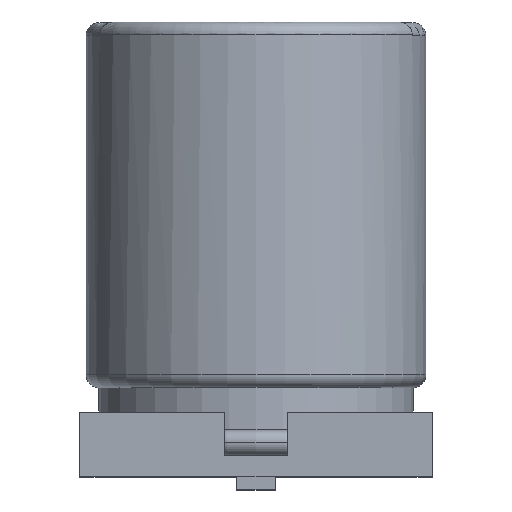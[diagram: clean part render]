
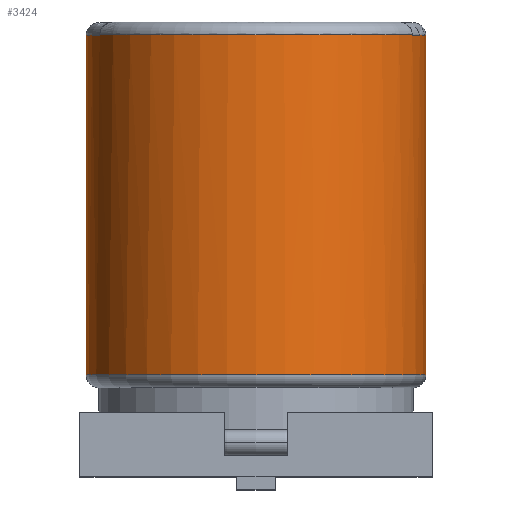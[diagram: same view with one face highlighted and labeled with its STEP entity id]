
A CAD part, top view. The second image highlights one B-rep face of the part: STEP entity #3424.
In plain terms, the highlighted cylindrical face has radius 4 mm (diameter 8 mm), a partial arc.
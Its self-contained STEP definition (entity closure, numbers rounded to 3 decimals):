
#2779 = VERTEX_POINT('',#2780);
#2780 = CARTESIAN_POINT('',(0.,9.9,-4.));
#2781 = VERTEX_POINT('',#2782);
#2782 = CARTESIAN_POINT('',(0.,9.9,4.));
#2802 = CYLINDRICAL_SURFACE('',#2803,4.);
#2803 = AXIS2_PLACEMENT_3D('',#2804,#2805,#2806);
#2804 = CARTESIAN_POINT('',(0.,10.2,0.));
#2805 = DIRECTION('',(-0.,-1.,-0.));
#2806 = DIRECTION('',(0.,0.,-1.));
#2831 = TOROIDAL_SURFACE('',#2832,3.7,0.3);
#2832 = AXIS2_PLACEMENT_3D('',#2833,#2834,#2835);
#2833 = CARTESIAN_POINT('',(0.,9.9,0.));
#2834 = DIRECTION('',(0.,1.,0.));
#2835 = DIRECTION('',(0.,-0.,1.));
#2887 = TOROIDAL_SURFACE('',#2888,3.7,0.3);
#2888 = AXIS2_PLACEMENT_3D('',#2889,#2890,#2891);
#2889 = CARTESIAN_POINT('',(0.,9.9,0.));
#2890 = DIRECTION('',(0.,1.,0.));
#2891 = DIRECTION('',(0.,-0.,1.));
#2902 = EDGE_CURVE('',#2781,#2903,#2905,.T.);
#2903 = VERTEX_POINT('',#2904);
#2904 = CARTESIAN_POINT('',(-1.56,9.9,3.683));
#2905 = SURFACE_CURVE('',#2906,(#2911,#2918),.PCURVE_S1.);
#2906 = CIRCLE('',#2907,4.);
#2907 = AXIS2_PLACEMENT_3D('',#2908,#2909,#2910);
#2908 = CARTESIAN_POINT('',(0.,9.9,0.));
#2909 = DIRECTION('',(0.,-1.,0.));
#2910 = DIRECTION('',(0.,0.,1.));
#2911 = PCURVE('',#2887,#2912);
#2912 = DEFINITIONAL_REPRESENTATION('',(#2913),#2917);
#2913 = LINE('',#2914,#2915);
#2914 = CARTESIAN_POINT('',(6.283,0.));
#2915 = VECTOR('',#2916,1.);
#2916 = DIRECTION('',(-1.,0.));
#2917 = ( GEOMETRIC_REPRESENTATION_CONTEXT(2) 
PARAMETRIC_REPRESENTATION_CONTEXT() REPRESENTATION_CONTEXT('2D SPACE',''
  ) );
#2918 = PCURVE('',#2919,#2924);
#2919 = CYLINDRICAL_SURFACE('',#2920,4.);
#2920 = AXIS2_PLACEMENT_3D('',#2921,#2922,#2923);
#2921 = CARTESIAN_POINT('',(0.,10.2,0.));
#2922 = DIRECTION('',(-0.,-1.,-0.));
#2923 = DIRECTION('',(0.,0.,-1.));
#2924 = DEFINITIONAL_REPRESENTATION('',(#2925),#2929);
#2925 = LINE('',#2926,#2927);
#2926 = CARTESIAN_POINT('',(3.142,0.3));
#2927 = VECTOR('',#2928,1.);
#2928 = DIRECTION('',(1.,0.));
#2929 = ( GEOMETRIC_REPRESENTATION_CONTEXT(2) 
PARAMETRIC_REPRESENTATION_CONTEXT() REPRESENTATION_CONTEXT('2D SPACE',''
  ) );
#2995 = PLANE('',#2996);
#2996 = AXIS2_PLACEMENT_3D('',#2997,#2998,#2999);
#2997 = CARTESIAN_POINT('',(-1.56,10.21,-3.683));
#2998 = DIRECTION('',(-1.,0.,0.));
#2999 = DIRECTION('',(0.,0.,1.));
#3014 = EDGE_CURVE('',#2781,#3015,#3017,.T.);
#3015 = VERTEX_POINT('',#3016);
#3016 = CARTESIAN_POINT('',(0.,1.9,4.));
#3017 = SURFACE_CURVE('',#3018,(#3022,#3029),.PCURVE_S1.);
#3018 = LINE('',#3019,#3020);
#3019 = CARTESIAN_POINT('',(0.,10.2,4.));
#3020 = VECTOR('',#3021,1.);
#3021 = DIRECTION('',(-0.,-1.,-0.));
#3022 = PCURVE('',#2802,#3023);
#3023 = DEFINITIONAL_REPRESENTATION('',(#3024),#3028);
#3024 = LINE('',#3025,#3026);
#3025 = CARTESIAN_POINT('',(3.142,0.));
#3026 = VECTOR('',#3027,1.);
#3027 = DIRECTION('',(0.,1.));
#3028 = ( GEOMETRIC_REPRESENTATION_CONTEXT(2) 
PARAMETRIC_REPRESENTATION_CONTEXT() REPRESENTATION_CONTEXT('2D SPACE',''
  ) );
#3029 = PCURVE('',#2919,#3030);
#3030 = DEFINITIONAL_REPRESENTATION('',(#3031),#3035);
#3031 = LINE('',#3032,#3033);
#3032 = CARTESIAN_POINT('',(3.142,0.));
#3033 = VECTOR('',#3034,1.);
#3034 = DIRECTION('',(0.,1.));
#3035 = ( GEOMETRIC_REPRESENTATION_CONTEXT(2) 
PARAMETRIC_REPRESENTATION_CONTEXT() REPRESENTATION_CONTEXT('2D SPACE',''
  ) );
#3038 = VERTEX_POINT('',#3039);
#3039 = CARTESIAN_POINT('',(0.,1.9,-4.));
#3066 = EDGE_CURVE('',#2779,#3038,#3067,.T.);
#3067 = SURFACE_CURVE('',#3068,(#3072,#3079),.PCURVE_S1.);
#3068 = LINE('',#3069,#3070);
#3069 = CARTESIAN_POINT('',(0.,10.2,-4.));
#3070 = VECTOR('',#3071,1.);
#3071 = DIRECTION('',(-0.,-1.,-0.));
#3072 = PCURVE('',#2802,#3073);
#3073 = DEFINITIONAL_REPRESENTATION('',(#3074),#3078);
#3074 = LINE('',#3075,#3076);
#3075 = CARTESIAN_POINT('',(0.,0.));
#3076 = VECTOR('',#3077,1.);
#3077 = DIRECTION('',(0.,1.));
#3078 = ( GEOMETRIC_REPRESENTATION_CONTEXT(2) 
PARAMETRIC_REPRESENTATION_CONTEXT() REPRESENTATION_CONTEXT('2D SPACE',''
  ) );
#3079 = PCURVE('',#2919,#3080);
#3080 = DEFINITIONAL_REPRESENTATION('',(#3081),#3085);
#3081 = LINE('',#3082,#3083);
#3082 = CARTESIAN_POINT('',(6.283,0.));
#3083 = VECTOR('',#3084,1.);
#3084 = DIRECTION('',(0.,1.));
#3085 = ( GEOMETRIC_REPRESENTATION_CONTEXT(2) 
PARAMETRIC_REPRESENTATION_CONTEXT() REPRESENTATION_CONTEXT('2D SPACE',''
  ) );
#3136 = TOROIDAL_SURFACE('',#3137,3.7,0.3);
#3137 = AXIS2_PLACEMENT_3D('',#3138,#3139,#3140);
#3138 = CARTESIAN_POINT('',(0.,1.9,0.));
#3139 = DIRECTION('',(-0.,1.,-0.));
#3140 = DIRECTION('',(0.,0.,1.));
#3424 = ADVANCED_FACE('',(#3425),#2919,.T.);
#3425 = FACE_BOUND('',#3426,.T.);
#3426 = EDGE_LOOP('',(#3427,#3428,#3429,#3452,#3481,#3504,#3526,#3527));
#3427 = ORIENTED_EDGE('',*,*,#3014,.F.);
#3428 = ORIENTED_EDGE('',*,*,#2902,.T.);
#3429 = ORIENTED_EDGE('',*,*,#3430,.F.);
#3430 = EDGE_CURVE('',#3431,#2903,#3433,.T.);
#3431 = VERTEX_POINT('',#3432);
#3432 = CARTESIAN_POINT('',(-1.56,9.91,3.683));
#3433 = SURFACE_CURVE('',#3434,(#3438,#3445),.PCURVE_S1.);
#3434 = LINE('',#3435,#3436);
#3435 = CARTESIAN_POINT('',(-1.56,10.21,3.683));
#3436 = VECTOR('',#3437,1.);
#3437 = DIRECTION('',(-0.,-1.,-0.));
#3438 = PCURVE('',#2919,#3439);
#3439 = DEFINITIONAL_REPRESENTATION('',(#3440),#3444);
#3440 = LINE('',#3441,#3442);
#3441 = CARTESIAN_POINT('',(3.542,-0.01));
#3442 = VECTOR('',#3443,1.);
#3443 = DIRECTION('',(0.,1.));
#3444 = ( GEOMETRIC_REPRESENTATION_CONTEXT(2) 
PARAMETRIC_REPRESENTATION_CONTEXT() REPRESENTATION_CONTEXT('2D SPACE',''
  ) );
#3445 = PCURVE('',#2995,#3446);
#3446 = DEFINITIONAL_REPRESENTATION('',(#3447),#3451);
#3447 = LINE('',#3448,#3449);
#3448 = CARTESIAN_POINT('',(7.367,0.));
#3449 = VECTOR('',#3450,1.);
#3450 = DIRECTION('',(0.,-1.));
#3451 = ( GEOMETRIC_REPRESENTATION_CONTEXT(2) 
PARAMETRIC_REPRESENTATION_CONTEXT() REPRESENTATION_CONTEXT('2D SPACE',''
  ) );
#3452 = ORIENTED_EDGE('',*,*,#3453,.T.);
#3453 = EDGE_CURVE('',#3431,#3454,#3456,.T.);
#3454 = VERTEX_POINT('',#3455);
#3455 = CARTESIAN_POINT('',(-1.56,9.91,-3.683));
#3456 = SURFACE_CURVE('',#3457,(#3462,#3469),.PCURVE_S1.);
#3457 = CIRCLE('',#3458,4.);
#3458 = AXIS2_PLACEMENT_3D('',#3459,#3460,#3461);
#3459 = CARTESIAN_POINT('',(0.,9.91,0.));
#3460 = DIRECTION('',(0.,-1.,0.));
#3461 = DIRECTION('',(0.,0.,1.));
#3462 = PCURVE('',#2919,#3463);
#3463 = DEFINITIONAL_REPRESENTATION('',(#3464),#3468);
#3464 = LINE('',#3465,#3466);
#3465 = CARTESIAN_POINT('',(3.142,0.29));
#3466 = VECTOR('',#3467,1.);
#3467 = DIRECTION('',(1.,0.));
#3468 = ( GEOMETRIC_REPRESENTATION_CONTEXT(2) 
PARAMETRIC_REPRESENTATION_CONTEXT() REPRESENTATION_CONTEXT('2D SPACE',''
  ) );
#3469 = PCURVE('',#3470,#3475);
#3470 = TOROIDAL_SURFACE('',#3471,3.7,0.3);
#3471 = AXIS2_PLACEMENT_3D('',#3472,#3473,#3474);
#3472 = CARTESIAN_POINT('',(0.,9.91,0.));
#3473 = DIRECTION('',(0.,1.,0.));
#3474 = DIRECTION('',(0.,-0.,1.));
#3475 = DEFINITIONAL_REPRESENTATION('',(#3476),#3480);
#3476 = LINE('',#3477,#3478);
#3477 = CARTESIAN_POINT('',(6.283,0.));
#3478 = VECTOR('',#3479,1.);
#3479 = DIRECTION('',(-1.,0.));
#3480 = ( GEOMETRIC_REPRESENTATION_CONTEXT(2) 
PARAMETRIC_REPRESENTATION_CONTEXT() REPRESENTATION_CONTEXT('2D SPACE',''
  ) );
#3481 = ORIENTED_EDGE('',*,*,#3482,.T.);
#3482 = EDGE_CURVE('',#3454,#3483,#3485,.T.);
#3483 = VERTEX_POINT('',#3484);
#3484 = CARTESIAN_POINT('',(-1.56,9.9,-3.683));
#3485 = SURFACE_CURVE('',#3486,(#3490,#3497),.PCURVE_S1.);
#3486 = LINE('',#3487,#3488);
#3487 = CARTESIAN_POINT('',(-1.56,10.21,-3.683));
#3488 = VECTOR('',#3489,1.);
#3489 = DIRECTION('',(-0.,-1.,-0.));
#3490 = PCURVE('',#2919,#3491);
#3491 = DEFINITIONAL_REPRESENTATION('',(#3492),#3496);
#3492 = LINE('',#3493,#3494);
#3493 = CARTESIAN_POINT('',(5.883,-0.01));
#3494 = VECTOR('',#3495,1.);
#3495 = DIRECTION('',(0.,1.));
#3496 = ( GEOMETRIC_REPRESENTATION_CONTEXT(2) 
PARAMETRIC_REPRESENTATION_CONTEXT() REPRESENTATION_CONTEXT('2D SPACE',''
  ) );
#3497 = PCURVE('',#2995,#3498);
#3498 = DEFINITIONAL_REPRESENTATION('',(#3499),#3503);
#3499 = LINE('',#3500,#3501);
#3500 = CARTESIAN_POINT('',(0.,0.));
#3501 = VECTOR('',#3502,1.);
#3502 = DIRECTION('',(0.,-1.));
#3503 = ( GEOMETRIC_REPRESENTATION_CONTEXT(2) 
PARAMETRIC_REPRESENTATION_CONTEXT() REPRESENTATION_CONTEXT('2D SPACE',''
  ) );
#3504 = ORIENTED_EDGE('',*,*,#3505,.T.);
#3505 = EDGE_CURVE('',#3483,#2779,#3506,.T.);
#3506 = SURFACE_CURVE('',#3507,(#3512,#3519),.PCURVE_S1.);
#3507 = CIRCLE('',#3508,4.);
#3508 = AXIS2_PLACEMENT_3D('',#3509,#3510,#3511);
#3509 = CARTESIAN_POINT('',(0.,9.9,0.));
#3510 = DIRECTION('',(-0.,-1.,0.));
#3511 = DIRECTION('',(0.,-0.,1.));
#3512 = PCURVE('',#2919,#3513);
#3513 = DEFINITIONAL_REPRESENTATION('',(#3514),#3518);
#3514 = LINE('',#3515,#3516);
#3515 = CARTESIAN_POINT('',(3.142,0.3));
#3516 = VECTOR('',#3517,1.);
#3517 = DIRECTION('',(1.,0.));
#3518 = ( GEOMETRIC_REPRESENTATION_CONTEXT(2) 
PARAMETRIC_REPRESENTATION_CONTEXT() REPRESENTATION_CONTEXT('2D SPACE',''
  ) );
#3519 = PCURVE('',#2831,#3520);
#3520 = DEFINITIONAL_REPRESENTATION('',(#3521),#3525);
#3521 = LINE('',#3522,#3523);
#3522 = CARTESIAN_POINT('',(6.283,0.));
#3523 = VECTOR('',#3524,1.);
#3524 = DIRECTION('',(-1.,0.));
#3525 = ( GEOMETRIC_REPRESENTATION_CONTEXT(2) 
PARAMETRIC_REPRESENTATION_CONTEXT() REPRESENTATION_CONTEXT('2D SPACE',''
  ) );
#3526 = ORIENTED_EDGE('',*,*,#3066,.T.);
#3527 = ORIENTED_EDGE('',*,*,#3528,.T.);
#3528 = EDGE_CURVE('',#3038,#3015,#3529,.T.);
#3529 = SURFACE_CURVE('',#3530,(#3535,#3542),.PCURVE_S1.);
#3530 = CIRCLE('',#3531,4.);
#3531 = AXIS2_PLACEMENT_3D('',#3532,#3533,#3534);
#3532 = CARTESIAN_POINT('',(0.,1.9,0.));
#3533 = DIRECTION('',(-0.,1.,0.));
#3534 = DIRECTION('',(0.,0.,1.));
#3535 = PCURVE('',#2919,#3536);
#3536 = DEFINITIONAL_REPRESENTATION('',(#3537),#3541);
#3537 = LINE('',#3538,#3539);
#3538 = CARTESIAN_POINT('',(9.425,8.3));
#3539 = VECTOR('',#3540,1.);
#3540 = DIRECTION('',(-1.,0.));
#3541 = ( GEOMETRIC_REPRESENTATION_CONTEXT(2) 
PARAMETRIC_REPRESENTATION_CONTEXT() REPRESENTATION_CONTEXT('2D SPACE',''
  ) );
#3542 = PCURVE('',#3136,#3543);
#3543 = DEFINITIONAL_REPRESENTATION('',(#3544),#3548);
#3544 = LINE('',#3545,#3546);
#3545 = CARTESIAN_POINT('',(0.,6.283));
#3546 = VECTOR('',#3547,1.);
#3547 = DIRECTION('',(1.,0.));
#3548 = ( GEOMETRIC_REPRESENTATION_CONTEXT(2) 
PARAMETRIC_REPRESENTATION_CONTEXT() REPRESENTATION_CONTEXT('2D SPACE',''
  ) );
